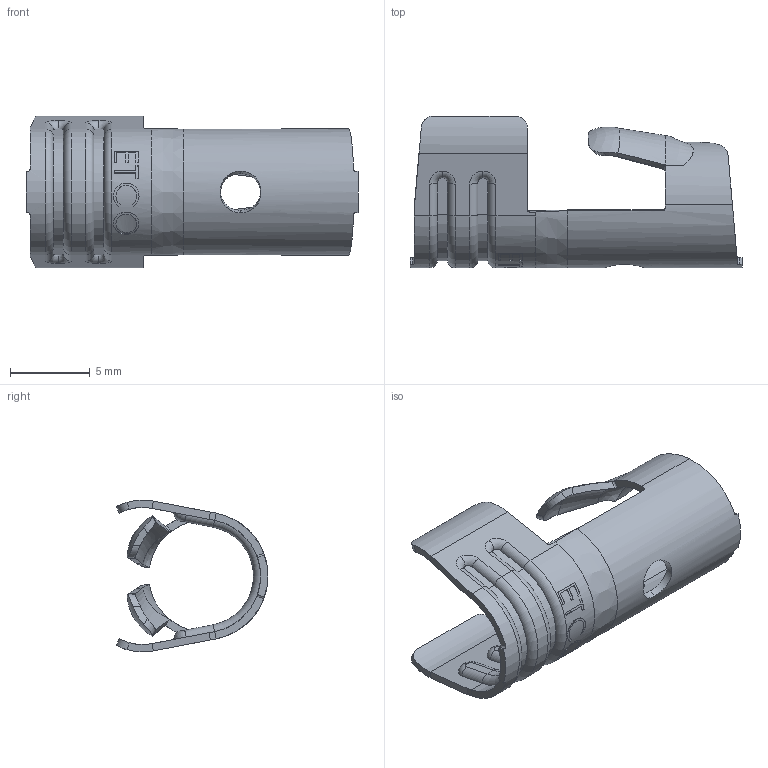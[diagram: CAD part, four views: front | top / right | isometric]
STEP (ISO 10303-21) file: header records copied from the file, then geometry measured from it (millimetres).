
FILE_DESCRIPTION (( 'STEP AP203' ), '1' );
FILE_NAME ('DT15E.STEP', '2019-11-05T19:54:15', ( 'tempuser' ), ( 'Microsoft' ), 'SwSTEP 2.0', 'SolidWorks 2019', '' );
FILE_SCHEMA (( 'CONFIG_CONTROL_DESIGN' ));
Length unit declared in the file: inch
Products named in the file (1): DT15E
Bounding box: 20.83 x 9.53 x 9.52 mm (x, y, z)
Volume: 174.6 mm3; surface area: 828.6 mm2
Topology: 1 solids, 1 shells, 210 faces, 571 edges, 367 vertices
Faces by surface type: bspline 77, cylinder 55, plane 44, torus 24, cone 6, sphere 4
Entity records: 10665 total; most frequent: CARTESIAN_POINT 5924, ORIENTED_EDGE 1140, DIRECTION 734, EDGE_CURVE 570, VERTEX_POINT 367, AXIS2_PLACEMENT_3D 288, B_SPLINE_CURVE_WITH_KNOTS 248, EDGE_LOOP 217
